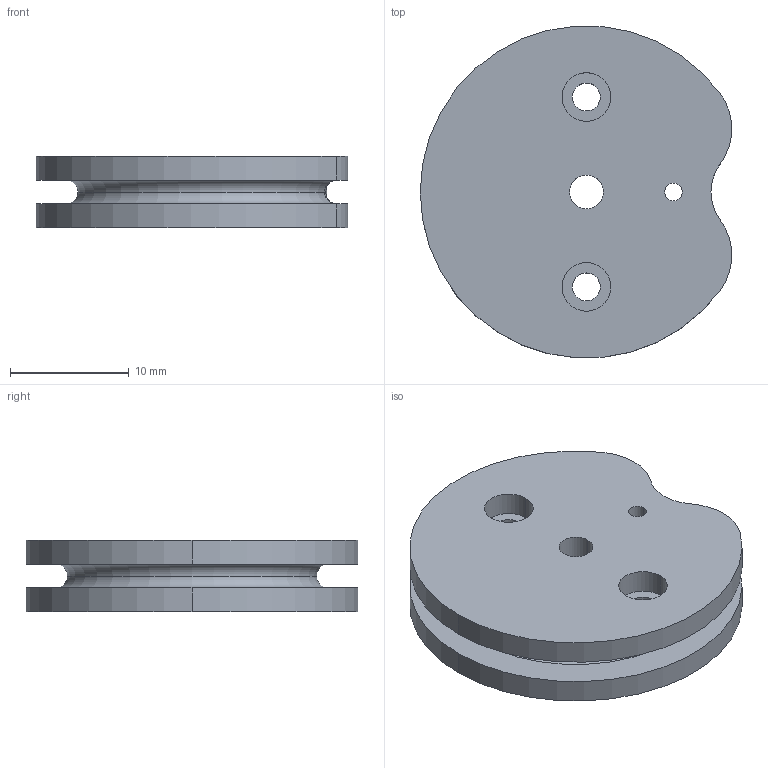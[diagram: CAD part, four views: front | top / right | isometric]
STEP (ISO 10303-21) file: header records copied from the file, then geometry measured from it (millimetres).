
FILE_DESCRIPTION (( 'STEP AP203' ), '1' );
FILE_NAME ('b1_o.STEP', '2015-02-27T23:27:20', ( '' ), ( '' ), 'SwSTEP 2.0', 'SolidWorks 2013', '' );
FILE_SCHEMA (( 'CONFIG_CONTROL_DESIGN' ));
Length unit declared in the file: millimetre
Products named in the file (1): b1_o
Bounding box: 26.25 x 27.94 x 6 mm (x, y, z)
Volume: 2807.5 mm3; surface area: 2307 mm2
Topology: 1 solids, 1 shells, 41 faces, 100 edges, 60 vertices
Faces by surface type: cylinder 28, plane 7, bspline 4, torus 2
Entity records: 1396 total; most frequent: CARTESIAN_POINT 326, DIRECTION 233, ORIENTED_EDGE 192, AXIS2_PLACEMENT_3D 103, EDGE_CURVE 96, CIRCLE 65, VERTEX_POINT 60, EDGE_LOOP 52
